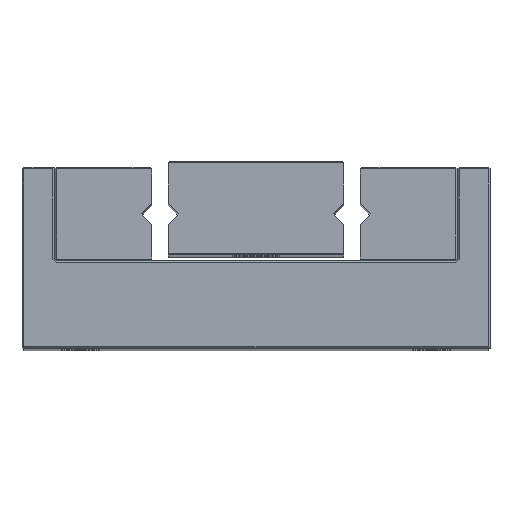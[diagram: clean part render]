
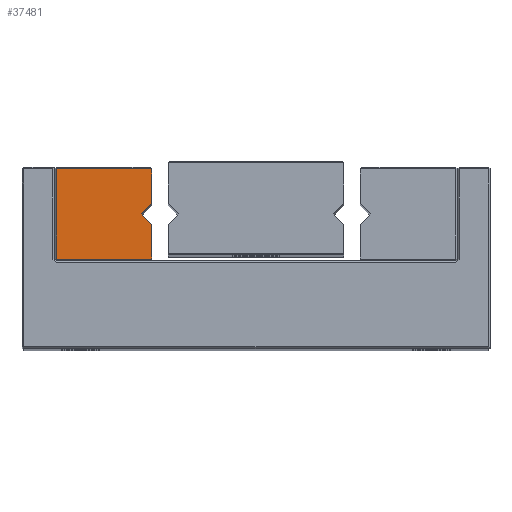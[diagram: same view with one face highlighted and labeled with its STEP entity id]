
A CAD part, top view. The second image highlights one B-rep face of the part: STEP entity #37481.
In plain terms, the highlighted planar face has unit normal (0, 0, 1).
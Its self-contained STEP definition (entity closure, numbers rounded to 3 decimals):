
#37081 = PLANE('',#37082);
#37082 = AXIS2_PLACEMENT_3D('',#37083,#37084,#37085);
#37083 = CARTESIAN_POINT('',(-8.9,15.5,0.));
#37084 = DIRECTION('',(1.,0.,0.));
#37085 = DIRECTION('',(0.,-1.,0.));
#37106 = VERTEX_POINT('',#37107);
#37107 = CARTESIAN_POINT('',(-8.9,15.35,105.));
#37133 = EDGE_CURVE('',#37106,#37134,#37136,.T.);
#37134 = VERTEX_POINT('',#37135);
#37135 = CARTESIAN_POINT('',(-8.9,12.4,105.));
#37136 = SURFACE_CURVE('',#37137,(#37141,#37148),.PCURVE_S1.);
#37137 = LINE('',#37138,#37139);
#37138 = CARTESIAN_POINT('',(-8.9,15.5,105.));
#37139 = VECTOR('',#37140,1.);
#37140 = DIRECTION('',(0.,-1.,0.));
#37141 = PCURVE('',#37081,#37142);
#37142 = DEFINITIONAL_REPRESENTATION('',(#37143),#37147);
#37143 = LINE('',#37144,#37145);
#37144 = CARTESIAN_POINT('',(0.,-105.));
#37145 = VECTOR('',#37146,1.);
#37146 = DIRECTION('',(1.,0.));
#37147 = ( GEOMETRIC_REPRESENTATION_CONTEXT(2) 
PARAMETRIC_REPRESENTATION_CONTEXT() REPRESENTATION_CONTEXT('2D SPACE',''
  ) );
#37148 = PCURVE('',#37149,#37154);
#37149 = PLANE('',#37150);
#37150 = AXIS2_PLACEMENT_3D('',#37151,#37152,#37153);
#37151 = CARTESIAN_POINT('',(-8.9,15.5,105.));
#37152 = DIRECTION('',(0.,0.,1.));
#37153 = DIRECTION('',(1.,0.,0.));
#37154 = DEFINITIONAL_REPRESENTATION('',(#37155),#37159);
#37155 = LINE('',#37156,#37157);
#37156 = CARTESIAN_POINT('',(0.,0.));
#37157 = VECTOR('',#37158,1.);
#37158 = DIRECTION('',(0.,-1.));
#37159 = ( GEOMETRIC_REPRESENTATION_CONTEXT(2) 
PARAMETRIC_REPRESENTATION_CONTEXT() REPRESENTATION_CONTEXT('2D SPACE',''
  ) );
#37175 = PLANE('',#37176);
#37176 = AXIS2_PLACEMENT_3D('',#37177,#37178,#37179);
#37177 = CARTESIAN_POINT('',(-8.9,12.4,0.));
#37178 = DIRECTION('',(0.707,-0.707,0.));
#37179 = DIRECTION('',(-0.707,-0.707,0.));
#37291 = PLANE('',#37292);
#37292 = AXIS2_PLACEMENT_3D('',#37293,#37294,#37295);
#37293 = CARTESIAN_POINT('',(-8.9,10.6,0.));
#37294 = DIRECTION('',(1.,0.,0.));
#37295 = DIRECTION('',(0.,-1.,0.));
#37319 = PLANE('',#37320);
#37320 = AXIS2_PLACEMENT_3D('',#37321,#37322,#37323);
#37321 = CARTESIAN_POINT('',(-9.8,11.5,0.));
#37322 = DIRECTION('',(0.707,0.707,0.));
#37323 = DIRECTION('',(0.707,-0.707,0.));
#37395 = PLANE('',#37396);
#37396 = AXIS2_PLACEMENT_3D('',#37397,#37398,#37399);
#37397 = CARTESIAN_POINT('',(-17.2,15.425,104.925));
#37398 = DIRECTION('',(0.,0.707,0.707
    ));
#37399 = DIRECTION('',(-1.,0.,0.));
#37437 = EDGE_CURVE('',#37134,#37438,#37440,.T.);
#37438 = VERTEX_POINT('',#37439);
#37439 = CARTESIAN_POINT('',(-9.8,11.5,105.));
#37440 = SURFACE_CURVE('',#37441,(#37445,#37452),.PCURVE_S1.);
#37441 = LINE('',#37442,#37443);
#37442 = CARTESIAN_POINT('',(-8.9,12.4,105.));
#37443 = VECTOR('',#37444,1.);
#37444 = DIRECTION('',(-0.707,-0.707,0.));
#37445 = PCURVE('',#37175,#37446);
#37446 = DEFINITIONAL_REPRESENTATION('',(#37447),#37451);
#37447 = LINE('',#37448,#37449);
#37448 = CARTESIAN_POINT('',(0.,-105.));
#37449 = VECTOR('',#37450,1.);
#37450 = DIRECTION('',(1.,0.));
#37451 = ( GEOMETRIC_REPRESENTATION_CONTEXT(2) 
PARAMETRIC_REPRESENTATION_CONTEXT() REPRESENTATION_CONTEXT('2D SPACE',''
  ) );
#37452 = PCURVE('',#37149,#37453);
#37453 = DEFINITIONAL_REPRESENTATION('',(#37454),#37458);
#37454 = LINE('',#37455,#37456);
#37455 = CARTESIAN_POINT('',(0.,-3.1));
#37456 = VECTOR('',#37457,1.);
#37457 = DIRECTION('',(-0.707,-0.707));
#37458 = ( GEOMETRIC_REPRESENTATION_CONTEXT(2) 
PARAMETRIC_REPRESENTATION_CONTEXT() REPRESENTATION_CONTEXT('2D SPACE',''
  ) );
#37481 = ADVANCED_FACE('',(#37482),#37149,.T.);
#37482 = FACE_BOUND('',#37483,.T.);
#37483 = EDGE_LOOP('',(#37484,#37485,#37508,#37536,#37564,#37587,#37608)
  );
#37484 = ORIENTED_EDGE('',*,*,#37133,.F.);
#37485 = ORIENTED_EDGE('',*,*,#37486,.F.);
#37486 = EDGE_CURVE('',#37487,#37106,#37489,.T.);
#37487 = VERTEX_POINT('',#37488);
#37488 = CARTESIAN_POINT('',(-17.05,15.35,105.));
#37489 = SURFACE_CURVE('',#37490,(#37494,#37501),.PCURVE_S1.);
#37490 = LINE('',#37491,#37492);
#37491 = CARTESIAN_POINT('',(-17.2,15.35,105.));
#37492 = VECTOR('',#37493,1.);
#37493 = DIRECTION('',(1.,0.,0.));
#37494 = PCURVE('',#37149,#37495);
#37495 = DEFINITIONAL_REPRESENTATION('',(#37496),#37500);
#37496 = LINE('',#37497,#37498);
#37497 = CARTESIAN_POINT('',(-8.3,-0.15));
#37498 = VECTOR('',#37499,1.);
#37499 = DIRECTION('',(1.,0.));
#37500 = ( GEOMETRIC_REPRESENTATION_CONTEXT(2) 
PARAMETRIC_REPRESENTATION_CONTEXT() REPRESENTATION_CONTEXT('2D SPACE',''
  ) );
#37501 = PCURVE('',#37395,#37502);
#37502 = DEFINITIONAL_REPRESENTATION('',(#37503),#37507);
#37503 = LINE('',#37504,#37505);
#37504 = CARTESIAN_POINT('',(0.,0.106));
#37505 = VECTOR('',#37506,1.);
#37506 = DIRECTION('',(-1.,0.));
#37507 = ( GEOMETRIC_REPRESENTATION_CONTEXT(2) 
PARAMETRIC_REPRESENTATION_CONTEXT() REPRESENTATION_CONTEXT('2D SPACE',''
  ) );
#37508 = ORIENTED_EDGE('',*,*,#37509,.F.);
#37509 = EDGE_CURVE('',#37510,#37487,#37512,.T.);
#37510 = VERTEX_POINT('',#37511);
#37511 = CARTESIAN_POINT('',(-17.05,7.65,105.));
#37512 = SURFACE_CURVE('',#37513,(#37517,#37524),.PCURVE_S1.);
#37513 = LINE('',#37514,#37515);
#37514 = CARTESIAN_POINT('',(-17.05,7.5,105.));
#37515 = VECTOR('',#37516,1.);
#37516 = DIRECTION('',(0.,1.,0.));
#37517 = PCURVE('',#37149,#37518);
#37518 = DEFINITIONAL_REPRESENTATION('',(#37519),#37523);
#37519 = LINE('',#37520,#37521);
#37520 = CARTESIAN_POINT('',(-8.15,-8.));
#37521 = VECTOR('',#37522,1.);
#37522 = DIRECTION('',(0.,1.));
#37523 = ( GEOMETRIC_REPRESENTATION_CONTEXT(2) 
PARAMETRIC_REPRESENTATION_CONTEXT() REPRESENTATION_CONTEXT('2D SPACE',''
  ) );
#37524 = PCURVE('',#37525,#37530);
#37525 = PLANE('',#37526);
#37526 = AXIS2_PLACEMENT_3D('',#37527,#37528,#37529);
#37527 = CARTESIAN_POINT('',(-17.125,7.5,104.925));
#37528 = DIRECTION('',(-0.707,0.,0.707));
#37529 = DIRECTION('',(0.,-1.,0.));
#37530 = DEFINITIONAL_REPRESENTATION('',(#37531),#37535);
#37531 = LINE('',#37532,#37533);
#37532 = CARTESIAN_POINT('',(0.,0.106));
#37533 = VECTOR('',#37534,1.);
#37534 = DIRECTION('',(-1.,0.));
#37535 = ( GEOMETRIC_REPRESENTATION_CONTEXT(2) 
PARAMETRIC_REPRESENTATION_CONTEXT() REPRESENTATION_CONTEXT('2D SPACE',''
  ) );
#37536 = ORIENTED_EDGE('',*,*,#37537,.F.);
#37537 = EDGE_CURVE('',#37538,#37510,#37540,.T.);
#37538 = VERTEX_POINT('',#37539);
#37539 = CARTESIAN_POINT('',(-8.9,7.65,105.));
#37540 = SURFACE_CURVE('',#37541,(#37545,#37552),.PCURVE_S1.);
#37541 = LINE('',#37542,#37543);
#37542 = CARTESIAN_POINT('',(-8.9,7.65,105.));
#37543 = VECTOR('',#37544,1.);
#37544 = DIRECTION('',(-1.,0.,0.));
#37545 = PCURVE('',#37149,#37546);
#37546 = DEFINITIONAL_REPRESENTATION('',(#37547),#37551);
#37547 = LINE('',#37548,#37549);
#37548 = CARTESIAN_POINT('',(0.,-7.85));
#37549 = VECTOR('',#37550,1.);
#37550 = DIRECTION('',(-1.,0.));
#37551 = ( GEOMETRIC_REPRESENTATION_CONTEXT(2) 
PARAMETRIC_REPRESENTATION_CONTEXT() REPRESENTATION_CONTEXT('2D SPACE',''
  ) );
#37552 = PCURVE('',#37553,#37558);
#37553 = PLANE('',#37554);
#37554 = AXIS2_PLACEMENT_3D('',#37555,#37556,#37557);
#37555 = CARTESIAN_POINT('',(-8.9,7.575,104.925));
#37556 = DIRECTION('',(0.,-0.707,
    0.707));
#37557 = DIRECTION('',(1.,0.,0.));
#37558 = DEFINITIONAL_REPRESENTATION('',(#37559),#37563);
#37559 = LINE('',#37560,#37561);
#37560 = CARTESIAN_POINT('',(0.,0.106));
#37561 = VECTOR('',#37562,1.);
#37562 = DIRECTION('',(-1.,0.));
#37563 = ( GEOMETRIC_REPRESENTATION_CONTEXT(2) 
PARAMETRIC_REPRESENTATION_CONTEXT() REPRESENTATION_CONTEXT('2D SPACE',''
  ) );
#37564 = ORIENTED_EDGE('',*,*,#37565,.F.);
#37565 = EDGE_CURVE('',#37566,#37538,#37568,.T.);
#37566 = VERTEX_POINT('',#37567);
#37567 = CARTESIAN_POINT('',(-8.9,10.6,105.));
#37568 = SURFACE_CURVE('',#37569,(#37573,#37580),.PCURVE_S1.);
#37569 = LINE('',#37570,#37571);
#37570 = CARTESIAN_POINT('',(-8.9,10.6,105.));
#37571 = VECTOR('',#37572,1.);
#37572 = DIRECTION('',(0.,-1.,0.));
#37573 = PCURVE('',#37149,#37574);
#37574 = DEFINITIONAL_REPRESENTATION('',(#37575),#37579);
#37575 = LINE('',#37576,#37577);
#37576 = CARTESIAN_POINT('',(0.,-4.9));
#37577 = VECTOR('',#37578,1.);
#37578 = DIRECTION('',(0.,-1.));
#37579 = ( GEOMETRIC_REPRESENTATION_CONTEXT(2) 
PARAMETRIC_REPRESENTATION_CONTEXT() REPRESENTATION_CONTEXT('2D SPACE',''
  ) );
#37580 = PCURVE('',#37291,#37581);
#37581 = DEFINITIONAL_REPRESENTATION('',(#37582),#37586);
#37582 = LINE('',#37583,#37584);
#37583 = CARTESIAN_POINT('',(0.,-105.));
#37584 = VECTOR('',#37585,1.);
#37585 = DIRECTION('',(1.,0.));
#37586 = ( GEOMETRIC_REPRESENTATION_CONTEXT(2) 
PARAMETRIC_REPRESENTATION_CONTEXT() REPRESENTATION_CONTEXT('2D SPACE',''
  ) );
#37587 = ORIENTED_EDGE('',*,*,#37588,.F.);
#37588 = EDGE_CURVE('',#37438,#37566,#37589,.T.);
#37589 = SURFACE_CURVE('',#37590,(#37594,#37601),.PCURVE_S1.);
#37590 = LINE('',#37591,#37592);
#37591 = CARTESIAN_POINT('',(-9.8,11.5,105.));
#37592 = VECTOR('',#37593,1.);
#37593 = DIRECTION('',(0.707,-0.707,0.));
#37594 = PCURVE('',#37149,#37595);
#37595 = DEFINITIONAL_REPRESENTATION('',(#37596),#37600);
#37596 = LINE('',#37597,#37598);
#37597 = CARTESIAN_POINT('',(-0.9,-4.));
#37598 = VECTOR('',#37599,1.);
#37599 = DIRECTION('',(0.707,-0.707));
#37600 = ( GEOMETRIC_REPRESENTATION_CONTEXT(2) 
PARAMETRIC_REPRESENTATION_CONTEXT() REPRESENTATION_CONTEXT('2D SPACE',''
  ) );
#37601 = PCURVE('',#37319,#37602);
#37602 = DEFINITIONAL_REPRESENTATION('',(#37603),#37607);
#37603 = LINE('',#37604,#37605);
#37604 = CARTESIAN_POINT('',(0.,-105.));
#37605 = VECTOR('',#37606,1.);
#37606 = DIRECTION('',(1.,0.));
#37607 = ( GEOMETRIC_REPRESENTATION_CONTEXT(2) 
PARAMETRIC_REPRESENTATION_CONTEXT() REPRESENTATION_CONTEXT('2D SPACE',''
  ) );
#37608 = ORIENTED_EDGE('',*,*,#37437,.F.);
